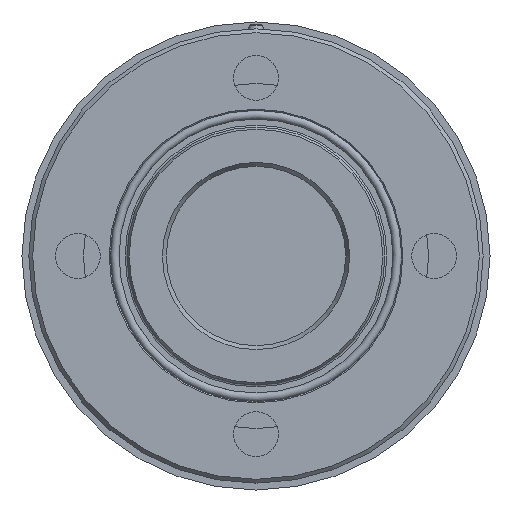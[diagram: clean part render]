
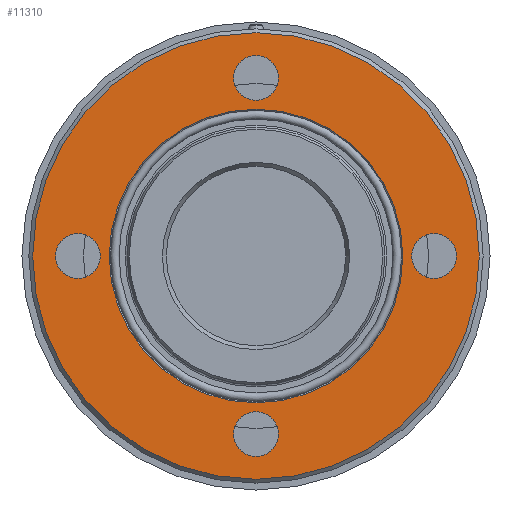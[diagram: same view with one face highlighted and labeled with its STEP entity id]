
A CAD part, left-side view. The second image highlights one B-rep face of the part: STEP entity #11310.
In plain terms, the highlighted planar face has unit normal (-1, 0, 0).
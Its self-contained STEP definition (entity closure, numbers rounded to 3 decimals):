
#186=FACE_BOUND('',#1650,.T.);
#187=FACE_BOUND('',#1651,.T.);
#188=FACE_BOUND('',#1652,.T.);
#189=FACE_BOUND('',#1653,.T.);
#190=FACE_BOUND('',#1654,.T.);
#256=PLANE('',#12077);
#969=FACE_OUTER_BOUND('',#1649,.T.);
#1649=EDGE_LOOP('',(#7491));
#1650=EDGE_LOOP('',(#7492));
#1651=EDGE_LOOP('',(#7493));
#1652=EDGE_LOOP('',(#7494));
#1653=EDGE_LOOP('',(#7495));
#1654=EDGE_LOOP('',(#7496,#7497));
#2693=CIRCLE('',#12038,90.9);
#2720=CIRCLE('',#12078,9.12);
#2721=CIRCLE('',#12079,9.12);
#2722=CIRCLE('',#12080,9.12);
#2723=CIRCLE('',#12081,9.12);
#2724=CIRCLE('',#12082,59.75);
#2725=CIRCLE('',#12083,59.75);
#4511=VERTEX_POINT('',#17781);
#4536=VERTEX_POINT('',#17854);
#4537=VERTEX_POINT('',#17856);
#4538=VERTEX_POINT('',#17858);
#4539=VERTEX_POINT('',#17860);
#4540=VERTEX_POINT('',#17862);
#4541=VERTEX_POINT('',#17863);
#5667=EDGE_CURVE('',#4511,#4511,#2693,.T.);
#5701=EDGE_CURVE('',#4536,#4536,#2720,.T.);
#5702=EDGE_CURVE('',#4537,#4537,#2721,.T.);
#5703=EDGE_CURVE('',#4538,#4538,#2722,.T.);
#5704=EDGE_CURVE('',#4539,#4539,#2723,.T.);
#5705=EDGE_CURVE('',#4540,#4541,#2724,.T.);
#5706=EDGE_CURVE('',#4541,#4540,#2725,.T.);
#7491=ORIENTED_EDGE('',*,*,#5667,.F.);
#7492=ORIENTED_EDGE('',*,*,#5701,.T.);
#7493=ORIENTED_EDGE('',*,*,#5702,.T.);
#7494=ORIENTED_EDGE('',*,*,#5703,.T.);
#7495=ORIENTED_EDGE('',*,*,#5704,.T.);
#7496=ORIENTED_EDGE('',*,*,#5705,.T.);
#7497=ORIENTED_EDGE('',*,*,#5706,.T.);
#11310=ADVANCED_FACE('',(#969,#186,#187,#188,#189,#190),#256,.T.);
#12038=AXIS2_PLACEMENT_3D('',#17783,#13410,#13411);
#12077=AXIS2_PLACEMENT_3D('',#17853,#13495,#13496);
#12078=AXIS2_PLACEMENT_3D('',#17855,#13497,#13498);
#12079=AXIS2_PLACEMENT_3D('',#17857,#13499,#13500);
#12080=AXIS2_PLACEMENT_3D('',#17859,#13501,#13502);
#12081=AXIS2_PLACEMENT_3D('',#17861,#13503,#13504);
#12082=AXIS2_PLACEMENT_3D('',#17864,#13505,#13506);
#12083=AXIS2_PLACEMENT_3D('',#17865,#13507,#13508);
#13410=DIRECTION('center_axis',(1.,0.,0.));
#13411=DIRECTION('ref_axis',(0.,-1.,0.));
#13495=DIRECTION('center_axis',(-1.,0.,0.));
#13496=DIRECTION('ref_axis',(0.,0.,1.));
#13497=DIRECTION('center_axis',(1.,0.,0.));
#13498=DIRECTION('ref_axis',(0.,-1.,0.));
#13499=DIRECTION('center_axis',(1.,0.,0.));
#13500=DIRECTION('ref_axis',(0.,0.,1.));
#13501=DIRECTION('center_axis',(1.,0.,0.));
#13502=DIRECTION('ref_axis',(0.,1.,0.));
#13503=DIRECTION('center_axis',(1.,0.,0.));
#13504=DIRECTION('ref_axis',(0.,0.,-1.));
#13505=DIRECTION('center_axis',(1.,0.,0.));
#13506=DIRECTION('ref_axis',(0.,0.,1.));
#13507=DIRECTION('center_axis',(1.,0.,0.));
#13508=DIRECTION('ref_axis',(0.,0.,1.));
#17781=CARTESIAN_POINT('',(7.92,90.9,0.));
#17783=CARTESIAN_POINT('Origin',(7.92,0.,0.));
#17853=CARTESIAN_POINT('Origin',(7.92,72.48,0.));
#17854=CARTESIAN_POINT('',(7.92,81.61,0.));
#17855=CARTESIAN_POINT('Origin',(7.92,72.49,0.));
#17856=CARTESIAN_POINT('',(7.92,0.,-81.61));
#17857=CARTESIAN_POINT('Origin',(7.92,0.,-72.49));
#17858=CARTESIAN_POINT('',(7.92,-81.61,0.));
#17859=CARTESIAN_POINT('Origin',(7.92,-72.49,0.));
#17860=CARTESIAN_POINT('',(7.92,0.,81.61));
#17861=CARTESIAN_POINT('Origin',(7.92,0.,72.49));
#17862=CARTESIAN_POINT('',(7.92,0.,59.75));
#17863=CARTESIAN_POINT('',(7.92,0.,-59.75));
#17864=CARTESIAN_POINT('Origin',(7.92,0.,0.));
#17865=CARTESIAN_POINT('Origin',(7.92,0.,0.));
